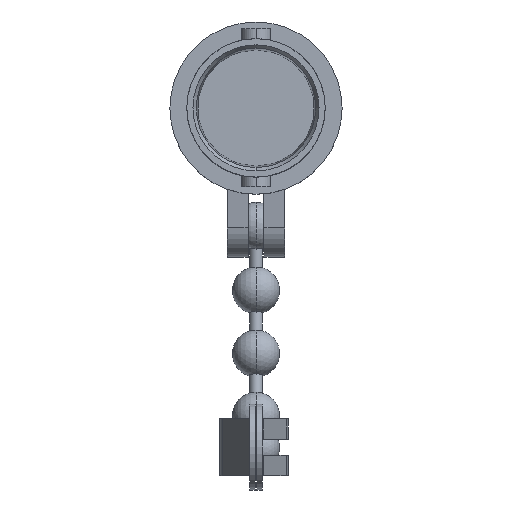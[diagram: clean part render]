
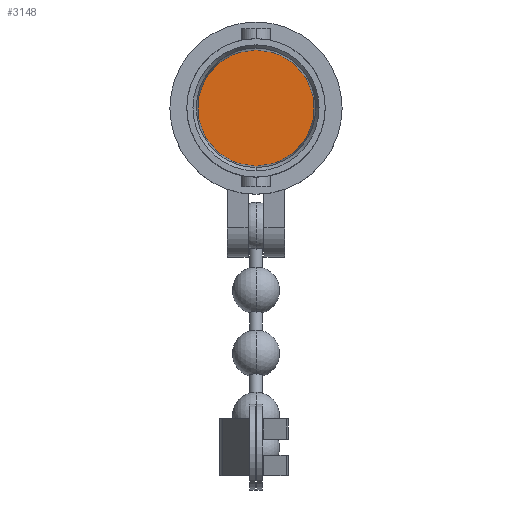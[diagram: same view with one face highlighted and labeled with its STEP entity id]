
A CAD part, top view. The second image highlights one B-rep face of the part: STEP entity #3148.
In plain terms, the highlighted planar face has unit normal (0, 0, 1).
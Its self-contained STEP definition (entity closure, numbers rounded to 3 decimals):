
#883 = CARTESIAN_POINT ( 'NONE',  ( 0., 0., -7.396 ) ) ;
#884 = DIRECTION ( 'NONE',  ( 0., 0., 1. ) ) ;
#885 = DIRECTION ( 'NONE',  ( -1., 0., 0. ) ) ;
#887 = CARTESIAN_POINT ( 'NONE',  ( 0., 0., -7.396 ) ) ;
#888 = DIRECTION ( 'NONE',  ( 0., 0., 1. ) ) ;
#889 = DIRECTION ( 'NONE',  ( -1., 0., 0. ) ) ;
#2429 = CIRCLE ( 'NONE', #8009, 4.074 ) ;
#2430 = CIRCLE ( 'NONE', #8010, 4.074 ) ;
#3029 = VERTEX_POINT ( 'NONE', #6519 ) ;
#3148 = ADVANCED_FACE ( 'NONE', ( #3246 ), #7375, .F. ) ;
#3246 = FACE_OUTER_BOUND ( 'NONE', #6083, .T. ) ;
#4469 = EDGE_CURVE ( 'NONE', #7036, #3029, #2429, .T. ) ;
#4470 = EDGE_CURVE ( 'NONE', #3029, #7036, #2430, .T. ) ;
#5429 = CARTESIAN_POINT ( 'NONE',  ( 0., -4.074, -7.396 ) ) ;
#6083 = EDGE_LOOP ( 'NONE', ( #7173, #7140 ) ) ;
#6519 = CARTESIAN_POINT ( 'NONE',  ( 0., 4.074, -7.396 ) ) ;
#7036 = VERTEX_POINT ( 'NONE', #5429 ) ;
#7140 = ORIENTED_EDGE ( 'NONE', *, *, #4470, .T. ) ;
#7173 = ORIENTED_EDGE ( 'NONE', *, *, #4469, .T. ) ;
#7286 = AXIS2_PLACEMENT_3D ( 'NONE', #7360, #7382, #7386 ) ;
#7360 = CARTESIAN_POINT ( 'NONE',  ( 0., 0., -7.396 ) ) ;
#7375 = PLANE ( 'NONE',  #7286 ) ;
#7382 = DIRECTION ( 'NONE',  ( 0., 0., -1. ) ) ;
#7386 = DIRECTION ( 'NONE',  ( -1., 0., 0. ) ) ;
#8009 = AXIS2_PLACEMENT_3D ( 'NONE', #883, #884, #885 ) ;
#8010 = AXIS2_PLACEMENT_3D ( 'NONE', #887, #888, #889 ) ;
